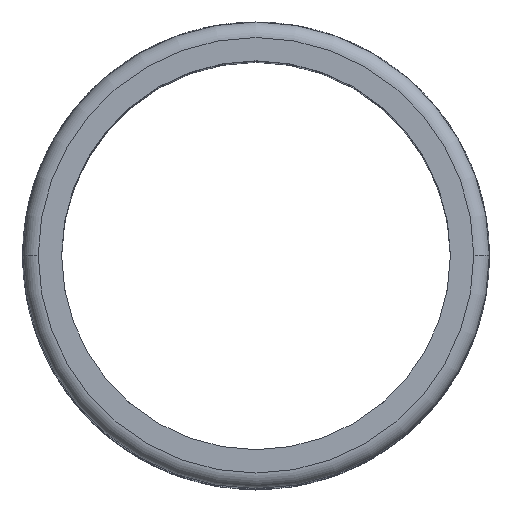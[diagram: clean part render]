
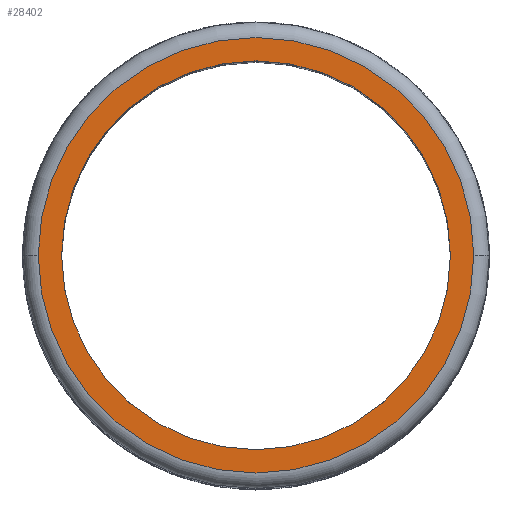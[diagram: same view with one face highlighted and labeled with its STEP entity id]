
A CAD part, top view. The second image highlights one B-rep face of the part: STEP entity #28402.
In plain terms, the highlighted planar face has unit normal (0, 0, 1).
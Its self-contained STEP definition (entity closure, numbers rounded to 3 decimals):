
#202 = AXIS2_PLACEMENT_3D ( 'NONE', #933, #22342, #27827 ) ;
#592 = VERTEX_POINT ( 'NONE', #14810 ) ;
#933 = CARTESIAN_POINT ( 'NONE',  ( 0., 0., 0. ) ) ;
#1295 = CARTESIAN_POINT ( 'NONE',  ( 0., 0., 0. ) ) ;
#1418 = CIRCLE ( 'NONE', #16573, 14. ) ;
#2469 = ORIENTED_EDGE ( 'NONE', *, *, #22785, .T. ) ;
#2482 = DIRECTION ( 'NONE',  ( 0., 0., 1. ) ) ;
#3159 = FACE_OUTER_BOUND ( 'NONE', #31645, .T. ) ;
#3196 = CARTESIAN_POINT ( 'NONE',  ( 0., 0., 0. ) ) ;
#3299 = CARTESIAN_POINT ( 'NONE',  ( 0., 0., 0. ) ) ;
#4780 = DIRECTION ( 'NONE',  ( 0., 0., 1. ) ) ;
#4840 = AXIS2_PLACEMENT_3D ( 'NONE', #3196, #19375, #27855 ) ;
#9419 = DIRECTION ( 'NONE',  ( 0., 0., 1. ) ) ;
#10610 = VERTEX_POINT ( 'NONE', #27433 ) ;
#10674 = AXIS2_PLACEMENT_3D ( 'NONE', #1295, #9419, #17355 ) ;
#11411 = EDGE_CURVE ( 'NONE', #19772, #31228, #12118, .T. ) ;
#12118 = CIRCLE ( 'NONE', #202, 12.5 ) ;
#14810 = CARTESIAN_POINT ( 'NONE',  ( -14., 0., 0. ) ) ;
#15645 = CARTESIAN_POINT ( 'NONE',  ( 0., 0., 0. ) ) ;
#15999 = EDGE_LOOP ( 'NONE', ( #22520, #25843 ) ) ;
#16573 = AXIS2_PLACEMENT_3D ( 'NONE', #3299, #2482, #22352 ) ;
#17355 = DIRECTION ( 'NONE',  ( 1., 0., 0. ) ) ;
#18225 = CARTESIAN_POINT ( 'NONE',  ( -12.5, 0., 0. ) ) ;
#18543 = CIRCLE ( 'NONE', #18562, 14. ) ;
#18562 = AXIS2_PLACEMENT_3D ( 'NONE', #15645, #4780, #20752 ) ;
#19375 = DIRECTION ( 'NONE',  ( 0., 0., 1. ) ) ;
#19772 = VERTEX_POINT ( 'NONE', #23283 ) ;
#20752 = DIRECTION ( 'NONE',  ( 1., 0., 0. ) ) ;
#22127 = CIRCLE ( 'NONE', #4840, 12.5 ) ;
#22342 = DIRECTION ( 'NONE',  ( 0., 0., 1. ) ) ;
#22352 = DIRECTION ( 'NONE',  ( 1., 0., 0. ) ) ;
#22520 = ORIENTED_EDGE ( 'NONE', *, *, #11411, .F. ) ;
#22745 = PLANE ( 'NONE',  #10674 ) ;
#22785 = EDGE_CURVE ( 'NONE', #10610, #592, #18543, .T. ) ;
#23283 = CARTESIAN_POINT ( 'NONE',  ( 12.5, 0., 0. ) ) ;
#25843 = ORIENTED_EDGE ( 'NONE', *, *, #32568, .F. ) ;
#27433 = CARTESIAN_POINT ( 'NONE',  ( 14., 0., 0. ) ) ;
#27827 = DIRECTION ( 'NONE',  ( 1., 0., 0. ) ) ;
#27855 = DIRECTION ( 'NONE',  ( 1., 0., 0. ) ) ;
#28402 = ADVANCED_FACE ( 'NONE', ( #3159, #28603 ), #22745, .T. ) ;
#28603 = FACE_BOUND ( 'NONE', #15999, .T. ) ;
#28908 = ORIENTED_EDGE ( 'NONE', *, *, #30671, .T. ) ;
#30671 = EDGE_CURVE ( 'NONE', #592, #10610, #1418, .T. ) ;
#31228 = VERTEX_POINT ( 'NONE', #18225 ) ;
#31645 = EDGE_LOOP ( 'NONE', ( #2469, #28908 ) ) ;
#32568 = EDGE_CURVE ( 'NONE', #31228, #19772, #22127, .T. ) ;
